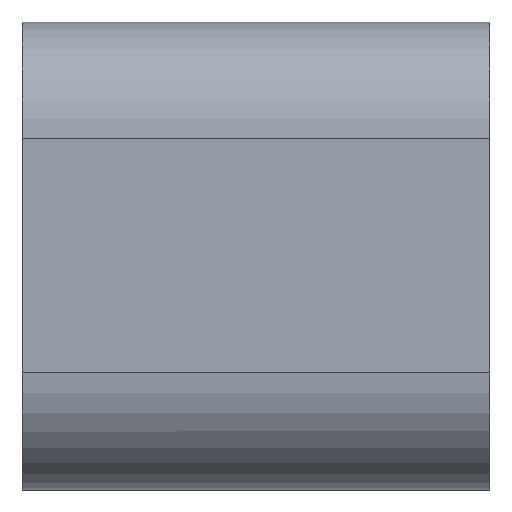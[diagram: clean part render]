
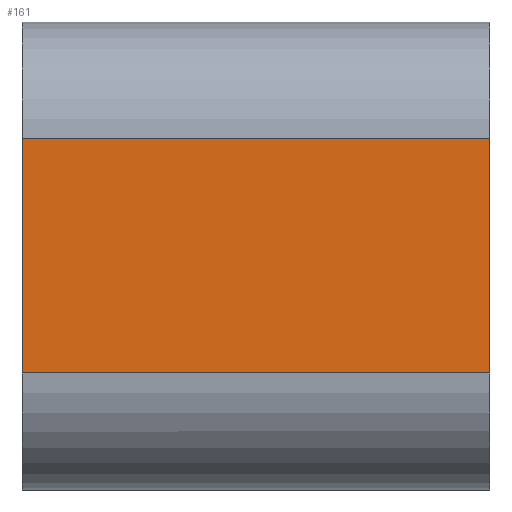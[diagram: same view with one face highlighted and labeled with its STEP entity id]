
A CAD part, left-side view. The second image highlights one B-rep face of the part: STEP entity #161.
In plain terms, the highlighted planar face has unit normal (-1, 0, 0).
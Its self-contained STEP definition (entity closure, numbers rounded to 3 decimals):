
#52=ORIENTED_EDGE('',*,*,#80,.T.);
#53=ORIENTED_EDGE('',*,*,#73,.F.);
#54=ORIENTED_EDGE('',*,*,#77,.T.);
#55=ORIENTED_EDGE('',*,*,#79,.T.);
#73=EDGE_CURVE('',#91,#89,#106,.T.);
#77=EDGE_CURVE('',#91,#93,#109,.T.);
#79=EDGE_CURVE('',#93,#94,#110,.T.);
#80=EDGE_CURVE('',#94,#89,#111,.T.);
#89=VERTEX_POINT('',#258);
#91=VERTEX_POINT('',#262);
#93=VERTEX_POINT('',#270);
#94=VERTEX_POINT('',#274);
#106=LINE('',#263,#123);
#109=LINE('',#271,#126);
#110=LINE('',#275,#127);
#111=LINE('',#277,#128);
#123=VECTOR('',#214,1000.);
#126=VECTOR('',#223,1000.);
#127=VECTOR('',#228,1000.);
#128=VECTOR('',#231,1000.);
#136=EDGE_LOOP('',(#52,#53,#54,#55));
#145=FACE_BOUND('',#136,.T.);
#153=PLANE('',#187);
#161=ADVANCED_FACE('',(#145),#153,.F.);
#187=AXIS2_PLACEMENT_3D('',#276,#229,#230);
#214=DIRECTION('',(0.,0.,1.));
#223=DIRECTION('',(0.,-1.,0.));
#228=DIRECTION('',(0.,0.,1.));
#229=DIRECTION('',(1.,0.,0.));
#230=DIRECTION('',(0.,1.,0.));
#231=DIRECTION('',(0.,1.,0.));
#258=CARTESIAN_POINT('',(0.221,34.652,3.095));
#262=CARTESIAN_POINT('',(0.221,34.652,2.895));
#263=CARTESIAN_POINT('',(0.221,34.652,2.795));
#270=CARTESIAN_POINT('',(0.221,34.252,2.895));
#271=CARTESIAN_POINT('',(0.221,34.352,2.895));
#274=CARTESIAN_POINT('',(0.221,34.252,3.095));
#275=CARTESIAN_POINT('',(0.221,34.252,2.795));
#276=CARTESIAN_POINT('',(0.221,34.252,2.795));
#277=CARTESIAN_POINT('',(0.221,34.352,3.095));
